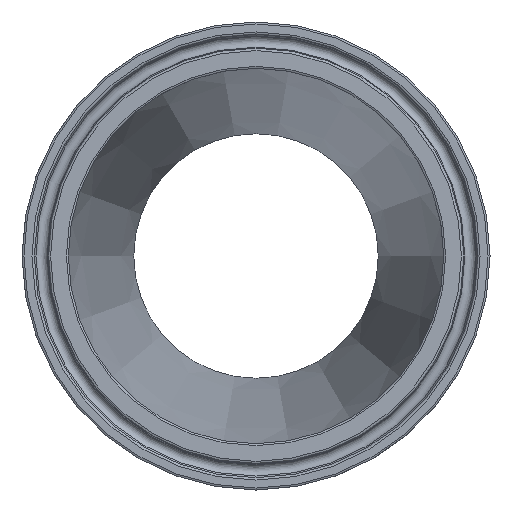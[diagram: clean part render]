
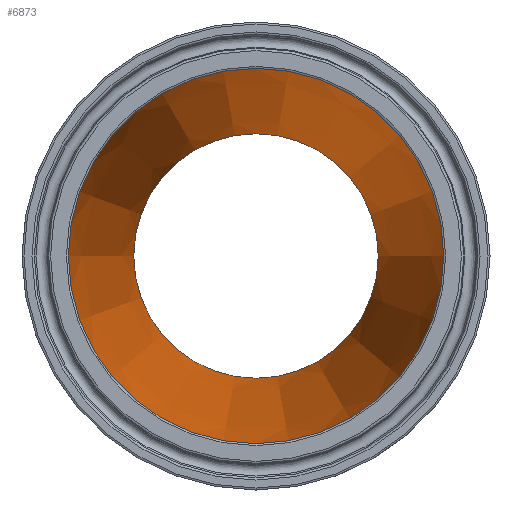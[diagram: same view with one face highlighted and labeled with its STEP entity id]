
A CAD part, left-side view. The second image highlights one B-rep face of the part: STEP entity #6873.
In plain terms, the highlighted conical face has half-angle 7.125 degrees and reference radius 30.099 mm.
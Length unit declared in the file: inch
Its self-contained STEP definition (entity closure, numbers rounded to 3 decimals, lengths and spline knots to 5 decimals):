
#116=FACE_BOUND('',#1263,.T.);
#831=FACE_OUTER_BOUND('',#1262,.T.);
#1262=EDGE_LOOP('',(#6402));
#1263=EDGE_LOOP('',(#6403));
#2699=CIRCLE('',#7249,1.435);
#2700=CIRCLE('',#7250,0.935);
#3381=VERTEX_POINT('',#15266);
#3382=VERTEX_POINT('',#15268);
#4392=EDGE_CURVE('',#3381,#3381,#2699,.T.);
#4393=EDGE_CURVE('',#3382,#3382,#2700,.T.);
#6402=ORIENTED_EDGE('',*,*,#4392,.F.);
#6403=ORIENTED_EDGE('',*,*,#4393,.T.);
#6451=CONICAL_SURFACE('',#7248,1.185,7.125);
#6873=ADVANCED_FACE('',(#831,#116),#6451,.F.);
#7248=AXIS2_PLACEMENT_3D('',#15265,#8449,#8450);
#7249=AXIS2_PLACEMENT_3D('',#15267,#8451,#8452);
#7250=AXIS2_PLACEMENT_3D('',#15269,#8453,#8454);
#8449=DIRECTION('center_axis',(-1.,0.,0.));
#8450=DIRECTION('ref_axis',(0.,-1.,0.));
#8451=DIRECTION('center_axis',(1.,0.,0.));
#8452=DIRECTION('ref_axis',(0.,-1.,0.));
#8453=DIRECTION('center_axis',(1.,0.,0.));
#8454=DIRECTION('ref_axis',(0.,0.,1.));
#15265=CARTESIAN_POINT('Origin',(2.5,0.,0.));
#15266=CARTESIAN_POINT('',(0.5,-1.435,0.));
#15267=CARTESIAN_POINT('Origin',(0.5,0.,0.));
#15268=CARTESIAN_POINT('',(4.5,-0.935,0.));
#15269=CARTESIAN_POINT('Origin',(4.5,0.,0.));
